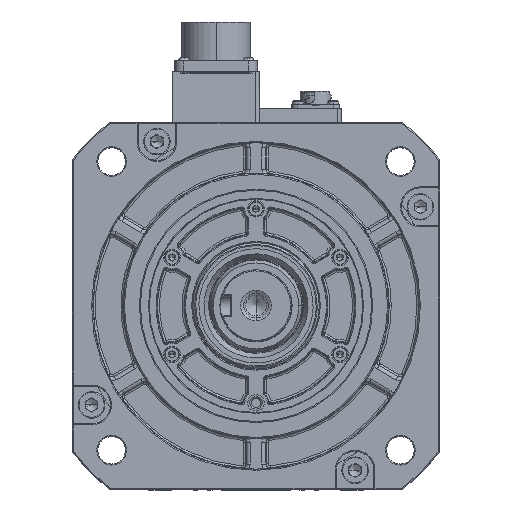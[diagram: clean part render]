
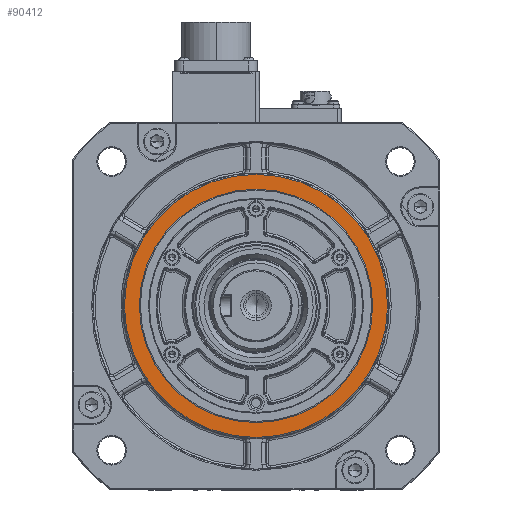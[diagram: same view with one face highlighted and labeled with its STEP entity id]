
A CAD part, top view. The second image highlights one B-rep face of the part: STEP entity #90412.
In plain terms, the highlighted planar face has unit normal (0, 0, 1).
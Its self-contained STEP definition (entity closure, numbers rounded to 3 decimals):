
#1497 = CIRCLE ( 'NONE', #87266, 57.15 ) ;
#3265 = ORIENTED_EDGE ( 'NONE', *, *, #19146, .F. ) ;
#12365 = CARTESIAN_POINT ( 'NONE',  ( 0., 0., 64.5 ) ) ;
#13130 = CARTESIAN_POINT ( 'NONE',  ( 0., 0., 64.5 ) ) ;
#14317 = CIRCLE ( 'NONE', #30307, 64.452 ) ;
#15893 = CARTESIAN_POINT ( 'NONE',  ( 57.15, 0., 64.5 ) ) ;
#16734 = CARTESIAN_POINT ( 'NONE',  ( -57.15, 0., 64.5 ) ) ;
#19146 = EDGE_CURVE ( 'NONE', #53646, #92662, #14317, .T. ) ;
#19949 = DIRECTION ( 'NONE',  ( 1., 0., 0. ) ) ;
#23732 = CARTESIAN_POINT ( 'NONE',  ( 64.452, 0., 64.5 ) ) ;
#24921 = DIRECTION ( 'NONE',  ( 0., 0., 1. ) ) ;
#25544 = CARTESIAN_POINT ( 'NONE',  ( 0., 0., 64.5 ) ) ;
#28626 = EDGE_CURVE ( 'NONE', #99118, #68895, #59906, .T. ) ;
#30307 = AXIS2_PLACEMENT_3D ( 'NONE', #46605, #79081, #71155 ) ;
#32127 = ORIENTED_EDGE ( 'NONE', *, *, #28626, .T. ) ;
#34640 = AXIS2_PLACEMENT_3D ( 'NONE', #25544, #91186, #57305 ) ;
#35208 = FACE_BOUND ( 'NONE', #96546, .T. ) ;
#35497 = DIRECTION ( 'NONE',  ( 0., 0., -1. ) ) ;
#36967 = DIRECTION ( 'NONE',  ( 0., 0., -1. ) ) ;
#37632 = EDGE_CURVE ( 'NONE', #92662, #53646, #58477, .T. ) ;
#40729 = ORIENTED_EDGE ( 'NONE', *, *, #76856, .T. ) ;
#46605 = CARTESIAN_POINT ( 'NONE',  ( 0., 0., 64.5 ) ) ;
#48975 = EDGE_LOOP ( 'NONE', ( #72729, #3265 ) ) ;
#53646 = VERTEX_POINT ( 'NONE', #23732 ) ;
#57305 = DIRECTION ( 'NONE',  ( -1., 0., 0. ) ) ;
#58425 = FACE_OUTER_BOUND ( 'NONE', #48975, .T. ) ;
#58477 = CIRCLE ( 'NONE', #77469, 64.452 ) ;
#59906 = CIRCLE ( 'NONE', #34640, 57.15 ) ;
#65014 = DIRECTION ( 'NONE',  ( 1., 0., 0. ) ) ;
#65369 = PLANE ( 'NONE',  #77468 ) ;
#68079 = CARTESIAN_POINT ( 'NONE',  ( 57.15, 0., 64.5 ) ) ;
#68895 = VERTEX_POINT ( 'NONE', #16734 ) ;
#69813 = DIRECTION ( 'NONE',  ( -1., 0., 0. ) ) ;
#71155 = DIRECTION ( 'NONE',  ( 1., 0., 0. ) ) ;
#72729 = ORIENTED_EDGE ( 'NONE', *, *, #37632, .F. ) ;
#76856 = EDGE_CURVE ( 'NONE', #68895, #99118, #1497, .T. ) ;
#77468 = AXIS2_PLACEMENT_3D ( 'NONE', #15893, #24921, #65014 ) ;
#77469 = AXIS2_PLACEMENT_3D ( 'NONE', #12365, #35497, #19949 ) ;
#79081 = DIRECTION ( 'NONE',  ( 0., 0., -1. ) ) ;
#87266 = AXIS2_PLACEMENT_3D ( 'NONE', #13130, #36967, #69813 ) ;
#90412 = ADVANCED_FACE ( 'NONE', ( #58425, #35208 ), #65369, .T. ) ;
#91186 = DIRECTION ( 'NONE',  ( 0., 0., -1. ) ) ;
#92257 = CARTESIAN_POINT ( 'NONE',  ( -64.452, 0., 64.5 ) ) ;
#92662 = VERTEX_POINT ( 'NONE', #92257 ) ;
#96546 = EDGE_LOOP ( 'NONE', ( #40729, #32127 ) ) ;
#99118 = VERTEX_POINT ( 'NONE', #68079 ) ;
